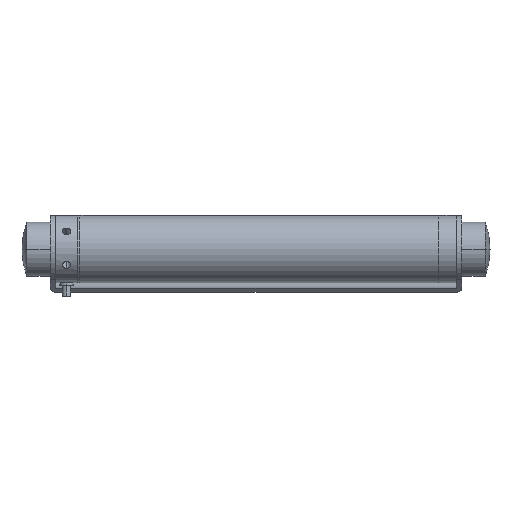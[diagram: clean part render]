
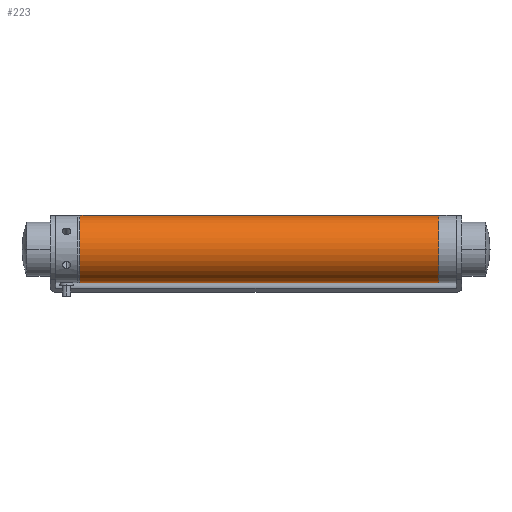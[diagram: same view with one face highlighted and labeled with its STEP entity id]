
A CAD part, left-side view. The second image highlights one B-rep face of the part: STEP entity #223.
In plain terms, the highlighted cylindrical face has radius 12.5 mm (diameter 25 mm), a partial arc.
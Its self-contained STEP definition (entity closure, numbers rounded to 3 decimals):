
#214 = VERTEX_POINT ( 'NONE', #1702 ) ;
#216 = EDGE_CURVE ( 'NONE', #214, #217, #1701, .T. ) ;
#217 = VERTEX_POINT ( 'NONE', #1697 ) ;
#223 = ADVANCED_FACE ( 'NONE', ( #1686 ), #1684, .T. ) ;
#224 = EDGE_LOOP ( 'NONE', ( #225, #226, #229, #232 ) ) ;
#225 = ORIENTED_EDGE ( 'NONE', *, *, #216, .F. ) ;
#226 = ORIENTED_EDGE ( 'NONE', *, *, #227, .T. ) ;
#227 = EDGE_CURVE ( 'NONE', #214, #228, #1799, .T. ) ;
#228 = VERTEX_POINT ( 'NONE', #1795 ) ;
#229 = ORIENTED_EDGE ( 'NONE', *, *, #230, .T. ) ;
#230 = EDGE_CURVE ( 'NONE', #228, #231, #1794, .T. ) ;
#231 = VERTEX_POINT ( 'NONE', #1790 ) ;
#232 = ORIENTED_EDGE ( 'NONE', *, *, #233, .T. ) ;
#233 = EDGE_CURVE ( 'NONE', #231, #217, #1788, .T. ) ;
#1682 = CARTESIAN_POINT ( 'NONE',  ( 0., 76.25, 0. ) ) ;
#1683 = AXIS2_PLACEMENT_3D ( 'NONE', #1682, #1801, #1800 ) ;
#1684 = CYLINDRICAL_SURFACE ( 'NONE', #1683, 12.5 ) ;
#1685 = CARTESIAN_POINT ( 'NONE',  ( 0., 65.25, 0. ) ) ;
#1686 = FACE_OUTER_BOUND ( 'NONE', #224, .T. ) ;
#1697 = CARTESIAN_POINT ( 'NONE',  ( 0., -67.75, 12.5 ) ) ;
#1698 = DIRECTION ( 'NONE',  ( 0., -1., 0. ) ) ;
#1699 = VECTOR ( 'NONE', #1698, 1000. ) ;
#1700 = CARTESIAN_POINT ( 'NONE',  ( 0., 76.25, 12.5 ) ) ;
#1701 = LINE ( 'NONE', #1700, #1699 ) ;
#1702 = CARTESIAN_POINT ( 'NONE',  ( 0., 65.25, 12.5 ) ) ;
#1784 = DIRECTION ( 'NONE',  ( 0., 0., 1. ) ) ;
#1785 = DIRECTION ( 'NONE',  ( 0., 1., 0. ) ) ;
#1786 = CARTESIAN_POINT ( 'NONE',  ( 0., -67.75, 0. ) ) ;
#1787 = AXIS2_PLACEMENT_3D ( 'NONE', #1786, #1785, #1784 ) ;
#1788 = CIRCLE ( 'NONE', #1787, 12.5 ) ;
#1790 = CARTESIAN_POINT ( 'NONE',  ( 0., -67.75, -12.5 ) ) ;
#1791 = DIRECTION ( 'NONE',  ( 0., -1., 0. ) ) ;
#1792 = VECTOR ( 'NONE', #1791, 1000. ) ;
#1793 = CARTESIAN_POINT ( 'NONE',  ( 0., 76.25, -12.5 ) ) ;
#1794 = LINE ( 'NONE', #1793, #1792 ) ;
#1795 = CARTESIAN_POINT ( 'NONE',  ( 0., 65.25, -12.5 ) ) ;
#1796 = DIRECTION ( 'NONE',  ( 0., 0., -1. ) ) ;
#1797 = DIRECTION ( 'NONE',  ( 0., -1., 0. ) ) ;
#1798 = AXIS2_PLACEMENT_3D ( 'NONE', #1685, #1797, #1796 ) ;
#1799 = CIRCLE ( 'NONE', #1798, 12.5 ) ;
#1800 = DIRECTION ( 'NONE',  ( 0., 0., -1. ) ) ;
#1801 = DIRECTION ( 'NONE',  ( 0., -1., 0. ) ) ;
